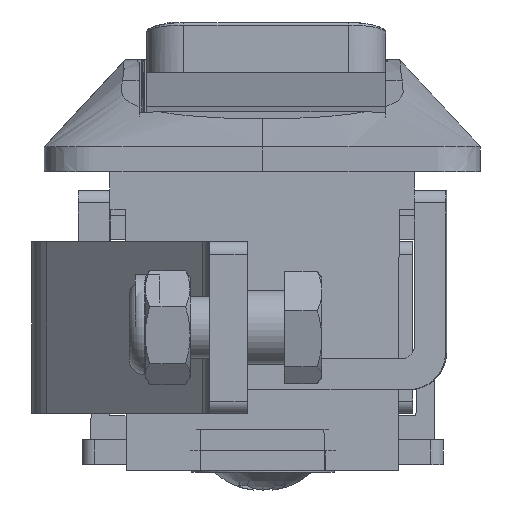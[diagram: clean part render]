
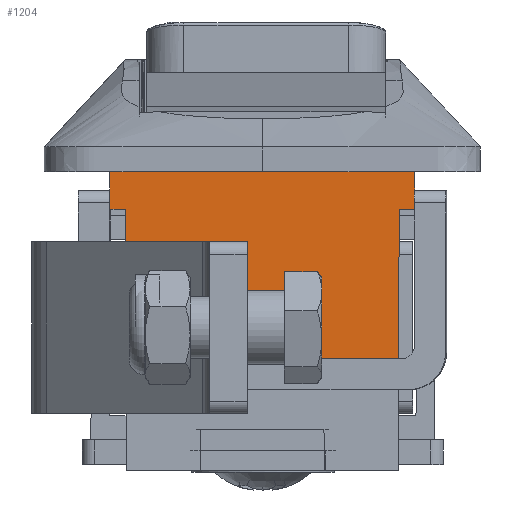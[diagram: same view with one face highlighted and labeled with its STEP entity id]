
A CAD part, left-side view. The second image highlights one B-rep face of the part: STEP entity #1204.
In plain terms, the highlighted planar face has unit normal (-1, 0, -0.005).
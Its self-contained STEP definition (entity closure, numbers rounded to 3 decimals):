
#1204=ADVANCED_FACE('',(#2894),#2895,.F.);
#2894=FACE_OUTER_BOUND('',#6854,.T.);
#2895=PLANE('',#6855);
#6854=EDGE_LOOP('',(#18361,#18362,#18363,#18364,#18365,#18366,#18367,#18368));
#6855=AXIS2_PLACEMENT_3D('',#18369,#18370,#18371);
#18361=ORIENTED_EDGE('',*,*,#32365,.F.);
#18362=ORIENTED_EDGE('',*,*,#32672,.F.);
#18363=ORIENTED_EDGE('',*,*,#32423,.F.);
#18364=ORIENTED_EDGE('',*,*,#32493,.F.);
#18365=ORIENTED_EDGE('',*,*,#32673,.F.);
#18366=ORIENTED_EDGE('',*,*,#32674,.F.);
#18367=ORIENTED_EDGE('',*,*,#32675,.F.);
#18368=ORIENTED_EDGE('',*,*,#32676,.F.);
#18369=CARTESIAN_POINT('',(-73.75,12.25,-4.));
#18370=DIRECTION('',(1.,0.,0.005));
#18371=DIRECTION('',(0.,-1.0,0.));
#32365=EDGE_CURVE('',#36479,#36482,#36483,.T.);
#32423=EDGE_CURVE('',#36586,#36589,#36590,.T.);
#32493=EDGE_CURVE('',#36724,#36586,#36727,.T.);
#32672=EDGE_CURVE('',#36589,#36479,#37038,.T.);
#32673=EDGE_CURVE('',#37039,#36724,#37040,.T.);
#32674=EDGE_CURVE('',#37041,#37039,#37042,.T.);
#32675=EDGE_CURVE('',#37043,#37041,#37044,.T.);
#32676=EDGE_CURVE('',#36482,#37043,#37045,.T.);
#36479=VERTEX_POINT('',#43318);
#36482=VERTEX_POINT('',#43322);
#36483=LINE('',#43323,#43324);
#36586=VERTEX_POINT('',#43511);
#36589=VERTEX_POINT('',#43515);
#36590=LINE('',#43516,#43517);
#36724=VERTEX_POINT('',#43780);
#36727=LINE('',#43784,#43785);
#37038=LINE('',#44487,#44488);
#37039=VERTEX_POINT('',#44489);
#37040=LINE('',#44490,#44491);
#37041=VERTEX_POINT('',#44492);
#37042=LINE('',#44493,#44494);
#37043=VERTEX_POINT('',#44495);
#37044=LINE('',#44496,#44497);
#37045=LINE('',#44498,#44499);
#43318=CARTESIAN_POINT('',(-73.65,10.936,-24.));
#43322=CARTESIAN_POINT('',(-73.71,10.984,-12.0));
#43323=CARTESIAN_POINT('',(-73.729,10.999,-8.247));
#43324=VECTOR('',#57251,1.0);
#43511=CARTESIAN_POINT('',(-73.71,-10.984,-12.0));
#43515=CARTESIAN_POINT('',(-73.65,-10.936,-24.));
#43516=CARTESIAN_POINT('',(-73.73,-11.,-8.));
#43517=VECTOR('',#57336,1.0);
#43780=CARTESIAN_POINT('',(-73.71,-12.25,-12.0));
#43784=CARTESIAN_POINT('',(-73.71,12.25,-12.0));
#43785=VECTOR('',#57433,1.0);
#44487=CARTESIAN_POINT('',(-73.65,-11.0,-24.));
#44488=VECTOR('',#57666,1.0);
#44489=CARTESIAN_POINT('',(-73.725,-12.25,-9.));
#44490=CARTESIAN_POINT('',(-73.75,-12.25,-4.));
#44491=VECTOR('',#57667,1.0);
#44492=CARTESIAN_POINT('',(-73.725,12.25,-9.));
#44493=CARTESIAN_POINT('',(-73.725,-17.5,-9.0));
#44494=VECTOR('',#57668,1.0);
#44495=CARTESIAN_POINT('',(-73.71,12.25,-12.0));
#44496=CARTESIAN_POINT('',(-73.75,12.25,-4.));
#44497=VECTOR('',#57669,1.0);
#44498=CARTESIAN_POINT('',(-73.71,12.25,-12.0));
#44499=VECTOR('',#57670,1.0);
#57251=DIRECTION('',(-0.005,0.004,1.));
#57336=DIRECTION('',(0.005,0.004,-1.));
#57433=DIRECTION('',(0.,1.0,0.));
#57666=DIRECTION('',(0.,1.0,0.));
#57667=DIRECTION('',(0.005,0.,-1.));
#57668=DIRECTION('',(0.,-1.0,0.));
#57669=DIRECTION('',(-0.005,0.,1.));
#57670=DIRECTION('',(0.,1.0,0.));
